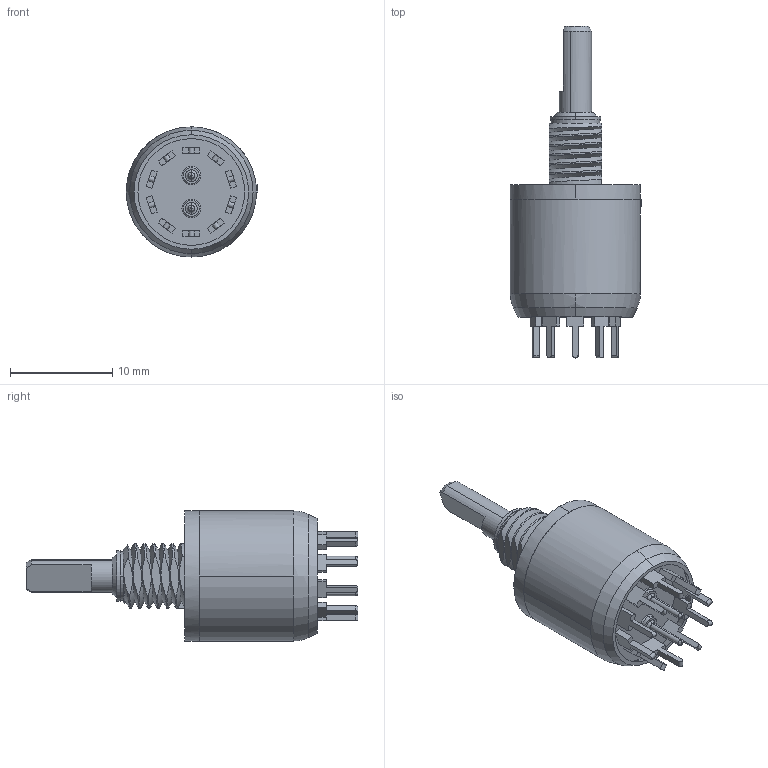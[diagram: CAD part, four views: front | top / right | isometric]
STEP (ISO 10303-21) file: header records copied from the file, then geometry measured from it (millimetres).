
FILE_DESCRIPTION((''),'2;1');
FILE_NAME('50DP36-01-2-AJN_SW0001','2013-07-24T',('Administrator'),(''),'PRO/ENGINEER BY PARAMETRIC TECHNOLOGY CORPORATION, 2006200','PRO/ENGINEER BY PARAMETRIC TECHNOLOGY CORPORATION, 2006200','');
FILE_SCHEMA(('CONFIG_CONTROL_DESIGN'));
Length unit declared in the file: inch
Products named in the file (1): 50DP36-01-2-AJN_SW0001
Bounding box: 12.83 x 32.38 x 12.7 mm (x, y, z)
Volume: 942.9 mm3; surface area: 2392.1 mm2
Topology: 2 solids, 2 shells, 400 faces, 1099 edges, 714 vertices
Faces by surface type: plane 265, cylinder 91, cone 22, bspline 12, torus 10
Entity records: 17932 total; most frequent: CARTESIAN_POINT 5197, ORIENTED_EDGE 2198, DIRECTION 2063, EDGE_CURVE 1099, VECTOR 739, LINE 739, VERTEX_POINT 714, AXIS2_PLACEMENT_3D 662
